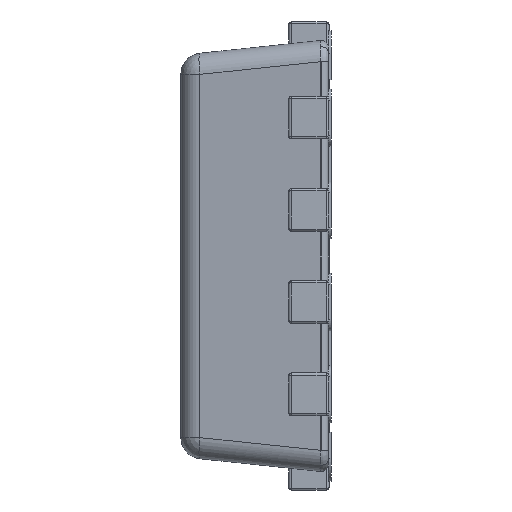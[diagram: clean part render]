
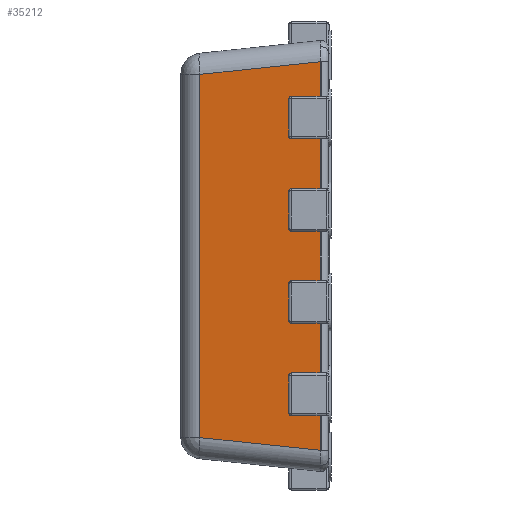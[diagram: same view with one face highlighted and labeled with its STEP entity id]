
A CAD part, left-side view. The second image highlights one B-rep face of the part: STEP entity #35212.
In plain terms, the highlighted planar face has unit normal (-0.995, 0.104, 0).
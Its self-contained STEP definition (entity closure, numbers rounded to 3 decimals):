
#2203 = CARTESIAN_POINT ( 'NONE',  ( -1.525, 0.02, -1.525 ) ) ;
#2358 = VECTOR ( 'NONE', #36175, 1000. ) ;
#4552 = LINE ( 'NONE', #24273, #16034 ) ;
#5018 = ORIENTED_EDGE ( 'NONE', *, *, #17830, .T. ) ;
#6158 = ORIENTED_EDGE ( 'NONE', *, *, #27549, .T. ) ;
#7310 = ORIENTED_EDGE ( 'NONE', *, *, #20325, .T. ) ;
#7354 = DIRECTION ( 'NONE',  ( 0., 0., 1. ) ) ;
#8662 = LINE ( 'NONE', #19912, #2358 ) ;
#9045 = VERTEX_POINT ( 'NONE', #30127 ) ;
#9165 = DIRECTION ( 'NONE',  ( 0., 0., -1. ) ) ;
#9888 = CARTESIAN_POINT ( 'NONE',  ( -1.519, 0.075, 1.37 ) ) ;
#12370 = EDGE_LOOP ( 'NONE', ( #25682, #7310, #5018, #6158 ) ) ;
#12628 = VECTOR ( 'NONE', #9165, 1000. ) ;
#13876 = VERTEX_POINT ( 'NONE', #9888 ) ;
#15592 = DIRECTION ( 'NONE',  ( -0.104, -0.989, -0.104 ) ) ;
#16034 = VECTOR ( 'NONE', #7354, 1000. ) ;
#17417 = CARTESIAN_POINT ( 'NONE',  ( -1.43, 0.926, 1.281 ) ) ;
#17830 = EDGE_CURVE ( 'NONE', #13876, #19251, #8662, .T. ) ;
#19251 = VERTEX_POINT ( 'NONE', #17417 ) ;
#19338 = EDGE_CURVE ( 'NONE', #30714, #9045, #26250, .T. ) ;
#19526 = PLANE ( 'NONE',  #22968 ) ;
#19912 = CARTESIAN_POINT ( 'NONE',  ( -1.494, 0.318, 1.344 ) ) ;
#20325 = EDGE_CURVE ( 'NONE', #9045, #13876, #4552, .T. ) ;
#22968 = AXIS2_PLACEMENT_3D ( 'NONE', #2203, #33166, #30766 ) ;
#24273 = CARTESIAN_POINT ( 'NONE',  ( -1.519, 0.075, -1.525 ) ) ;
#25682 = ORIENTED_EDGE ( 'NONE', *, *, #19338, .T. ) ;
#25937 = VECTOR ( 'NONE', #15592, 1000. ) ;
#26250 = LINE ( 'NONE', #32344, #25937 ) ;
#27549 = EDGE_CURVE ( 'NONE', #19251, #30714, #32028, .T. ) ;
#28171 = FACE_OUTER_BOUND ( 'NONE', #12370, .T. ) ;
#29625 = CARTESIAN_POINT ( 'NONE',  ( -1.43, 0.926, -1.267 ) ) ;
#30127 = CARTESIAN_POINT ( 'NONE',  ( -1.519, 0.075, -1.37 ) ) ;
#30714 = VERTEX_POINT ( 'NONE', #34785 ) ;
#30766 = DIRECTION ( 'NONE',  ( -0.105, -0.995, 0. ) ) ;
#32028 = LINE ( 'NONE', #29625, #12628 ) ;
#32344 = CARTESIAN_POINT ( 'NONE',  ( -1.527, 0.005, -1.377 ) ) ;
#33166 = DIRECTION ( 'NONE',  ( -0.995, 0.105, 0. ) ) ;
#34785 = CARTESIAN_POINT ( 'NONE',  ( -1.43, 0.926, -1.281 ) ) ;
#35212 = ADVANCED_FACE ( 'NONE', ( #28171 ), #19526, .T. ) ;
#36175 = DIRECTION ( 'NONE',  ( 0.104, 0.989, -0.104 ) ) ;
